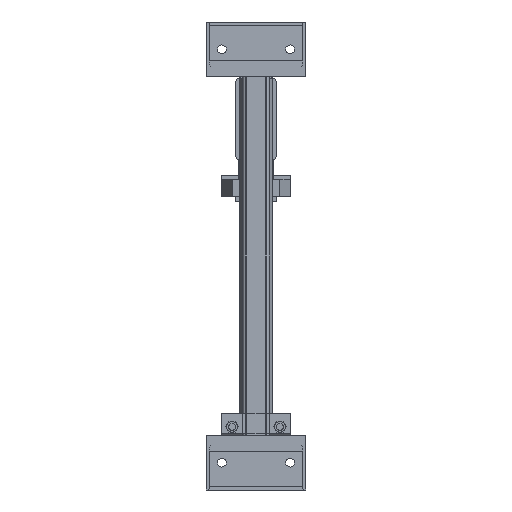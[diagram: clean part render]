
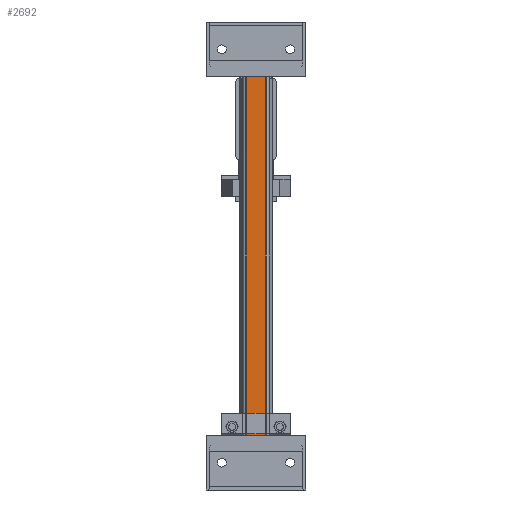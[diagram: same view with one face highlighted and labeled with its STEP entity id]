
A CAD part, left-side view. The second image highlights one B-rep face of the part: STEP entity #2692.
In plain terms, the highlighted face is planar.
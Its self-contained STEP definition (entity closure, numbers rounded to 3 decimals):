
#2692=ADVANCED_FACE('',(#4807),#4808,.T.);
#4807=FACE_OUTER_BOUND('',#9291,.T.);
#4808=PLANE('',#9292);
#9291=EDGE_LOOP('',(#16054,#16055,#16056,#16057));
#9292=AXIS2_PLACEMENT_3D('',#16058,#16059,#16060);
#16054=ORIENTED_EDGE('',*,*,#19529,.T.);
#16055=ORIENTED_EDGE('',*,*,#18912,.F.);
#16056=ORIENTED_EDGE('',*,*,#19530,.T.);
#16057=ORIENTED_EDGE('',*,*,#19531,.T.);
#16058=CARTESIAN_POINT('',(0.,20.,0.));
#16059=DIRECTION('',(0.,1.,0.));
#16060=DIRECTION('',(-1.,0.,0.));
#18912=EDGE_CURVE('',#20945,#20940,#20947,.T.);
#19529=EDGE_CURVE('',#21875,#20940,#21876,.T.);
#19530=EDGE_CURVE('',#20945,#21877,#21878,.T.);
#19531=EDGE_CURVE('',#21877,#21875,#21879,.T.);
#20940=VERTEX_POINT('',#25372);
#20945=VERTEX_POINT('',#25378);
#20947=LINE('',#25380,#25381);
#21875=VERTEX_POINT('',#27696);
#21876=LINE('',#27697,#27698);
#21877=VERTEX_POINT('',#27699);
#21878=LINE('',#27700,#27701);
#21879=LINE('',#27702,#27703);
#25372=CARTESIAN_POINT('',(14.,20.,525.));
#25378=CARTESIAN_POINT('',(14.,20.,0.));
#25380=CARTESIAN_POINT('',(14.,20.,0.));
#25381=VECTOR('',#30302,1.);
#27696=CARTESIAN_POINT('',(-14.,20.,525.));
#27697=CARTESIAN_POINT('',(14.,20.,525.));
#27698=VECTOR('',#30972,1.);
#27699=CARTESIAN_POINT('',(-14.,20.,0.));
#27700=CARTESIAN_POINT('',(14.,20.,0.));
#27701=VECTOR('',#30973,1.);
#27702=CARTESIAN_POINT('',(-14.,20.,0.));
#27703=VECTOR('',#30974,1.);
#30302=DIRECTION('',(0.,0.,1.));
#30972=DIRECTION('',(1.,0.,0.));
#30973=DIRECTION('',(-1.,0.,0.));
#30974=DIRECTION('',(0.,0.,1.));
